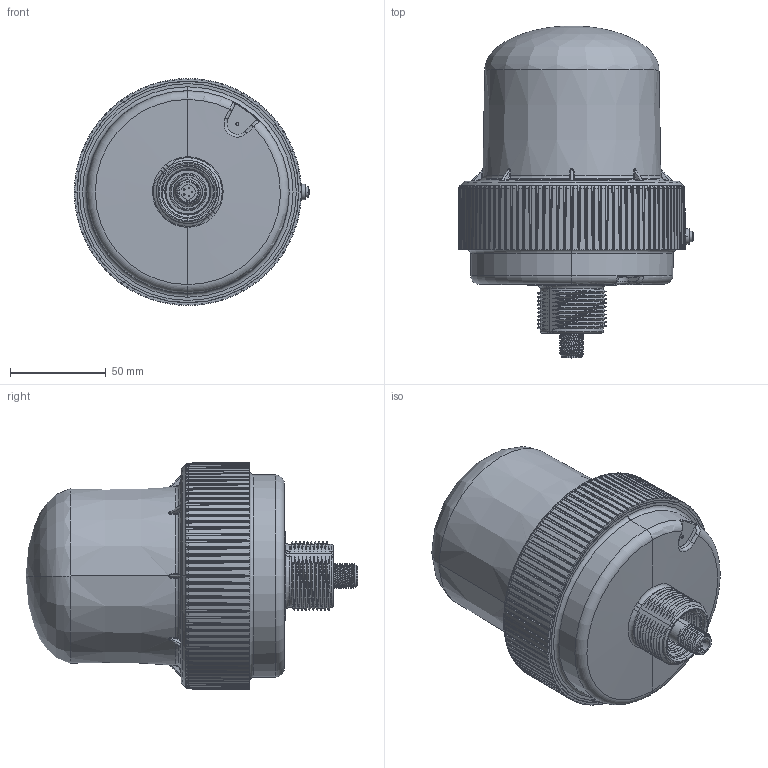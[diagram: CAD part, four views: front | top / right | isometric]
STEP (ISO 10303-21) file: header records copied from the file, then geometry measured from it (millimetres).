
FILE_DESCRIPTION((''),'2;1');
FILE_NAME('225347_ASM','2021-09-20T09:39:35',('PDMAdmin'),('BANNER ENGINEERING'),'CREO PARAMETRIC BY PTC INC, 2019292','CREO PARAMETRIC BY PTC INC, 2019292','');
FILE_SCHEMA(('CONFIG_CONTROL_DESIGN'));
Length unit declared in the file: millimetre
Products named in the file (2): 225347_EP01; 225347_ASM
Assembly tree (1 placements, depth 2):
  225347_ASM
    225347_EP01
Bounding box: 122.83 x 173.28 x 118.5 mm (x, y, z)
Volume: 1035215.6 mm3; surface area: 94874.6 mm2
Topology: 1 solids, 2 shells, 1303 faces, 3551 edges, 2272 vertices
Faces by surface type: plane 402, cylinder 386, bspline 262, cone 168, torus 59, sphere 22, revolution 4
Entity records: 99938 total; most frequent: CARTESIAN_POINT 70662, ORIENTED_EDGE 7102, DIRECTION 4690, EDGE_CURVE 3551, VERTEX_POINT 2272, AXIS2_PLACEMENT_3D 1759, B_SPLINE_CURVE_WITH_KNOTS 1668, EDGE_LOOP 1327
